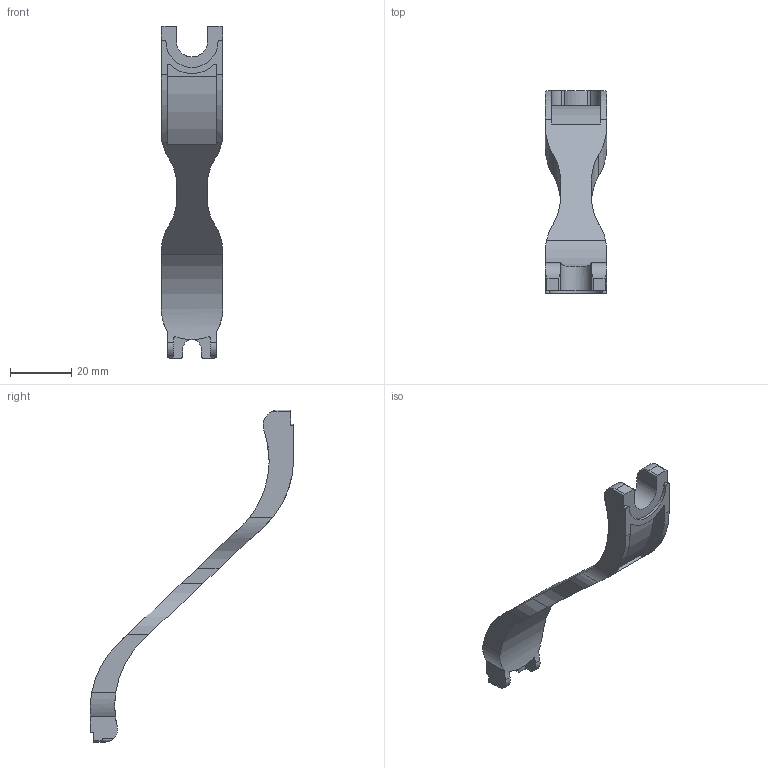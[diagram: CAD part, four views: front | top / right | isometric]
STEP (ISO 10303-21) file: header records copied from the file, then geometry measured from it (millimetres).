
FILE_DESCRIPTION(/* description */ ('STEP AP214'),/* implementation_level */ '2;1');
FILE_NAME(/* name */ '158419_QSO',/* time_stamp */ '2024-09-10T10:38:01+02:00',/* author */ ('License CC BY-ND 4.0'),/* organization */ ('CADENAS'),/* preprocessor_version */ 'ST-DEVELOPER v19.3',/* originating_system */ 'PARTsolutions',/* authorisation */ ' ');
FILE_SCHEMA (('AUTOMOTIVE_DESIGN {1 0 10303 214 3 1 1}'));
Length unit declared in the file: millimetre
Products named in the file (1): 158419 QSO
Bounding box: 20 x 66.3 x 108.2 mm (x, y, z)
Volume: 10463.3 mm3; surface area: 6939.1 mm2
Topology: 1 solids, 1 shells, 92 faces, 269 edges, 179 vertices
Faces by surface type: cylinder 55, plane 37
Entity records: 3158 total; most frequent: CARTESIAN_POINT 632, ORIENTED_EDGE 538, DIRECTION 533, EDGE_CURVE 269, AXIS2_PLACEMENT_3D 197, VERTEX_POINT 179, LINE 139, VECTOR 139
